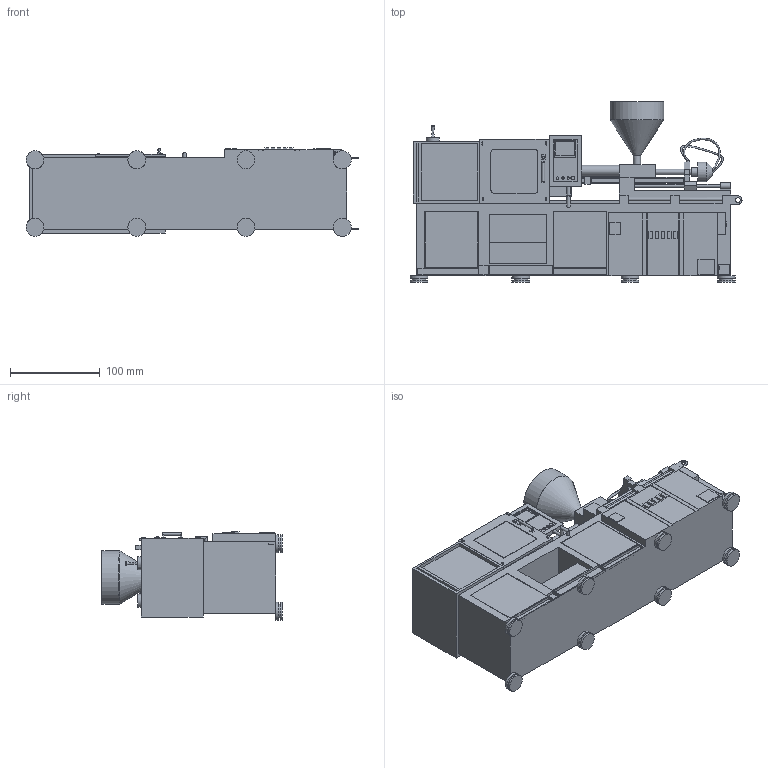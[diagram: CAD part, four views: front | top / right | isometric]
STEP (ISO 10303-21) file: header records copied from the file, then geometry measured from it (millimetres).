
FILE_DESCRIPTION(('HOOPS Exchange Step'),'2;1');
FILE_NAME('temp_export','2023-04-10T19:28:50+08:00',('mobile'),('Shapr3D Limited'),'HOOPS Exchange 2022.2','Shapr3D','Authorized');
FILE_SCHEMA( ('AUTOMOTIVE_DESIGN { 1 0 10303 214 1 1 1 1 }') );
Length unit declared in the file: millimetre
Products named in the file (5): Injection molding machine-1; 2-1; 3-1; Injection Molding Machine.SLDASM; root
Assembly tree (4 placements, depth 3):
  root
    Injection Molding Machine.SLDASM
      Injection molding machine-1
      2-1
      3-1
Bounding box: 370.1 x 201 x 98.57 mm (x, y, z)
Volume: 2939304.4 mm3; surface area: 318550.7 mm2
Topology: 4 solids, 4 shells, 543 faces, 1418 edges, 958 vertices
Faces by surface type: plane 452, cylinder 86, bspline 4, cone 1
Full cylindrical faces by diameter (mm): 1.2 x1, 1.355 x8, 1.379 x1, 1.419 x1, 1.519 x1, 2.019 x2, 2.146 x1, 2.594 x3, 2.677 x1, 3 x1, 3.2 x3, 3.441 x1, 3.679 x4, 4 x4, 4.145 x1, 4.165 x1, 5.16 x2, 6 x2, 8 x1, 9 x1, 10.758 x1, 12 x1, 14.699 x2, 15.334 x8, 20 x16, 22 x1, 57.438 x1, 60 x1
Entity records: 18287 total; most frequent: CARTESIAN_POINT 4408, ORIENTED_EDGE 2836, DIRECTION 2795, EDGE_CURVE 1418, VECTOR 1101, LINE 1101, VERTEX_POINT 958, AXIS2_PLACEMENT_3D 847
